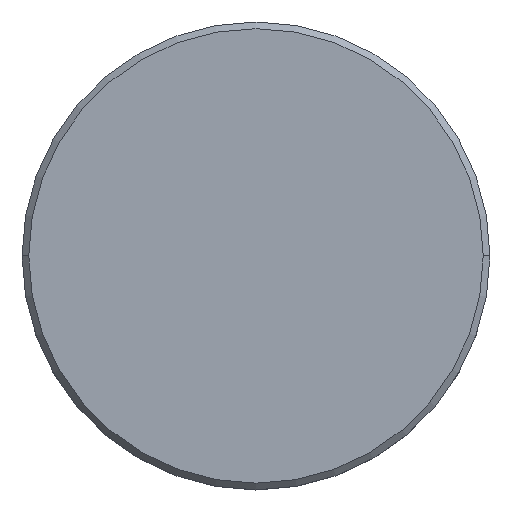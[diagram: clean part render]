
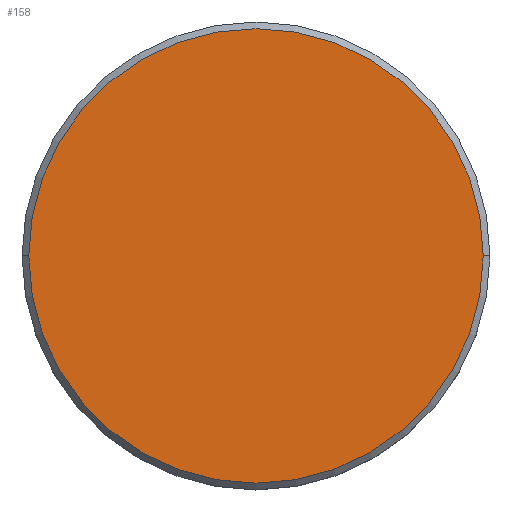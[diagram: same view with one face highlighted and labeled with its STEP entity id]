
A CAD part, top view. The second image highlights one B-rep face of the part: STEP entity #158.
In plain terms, the highlighted planar face has unit normal (0, 0, 1).
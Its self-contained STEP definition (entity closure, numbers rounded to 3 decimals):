
#15 = ORIENTED_EDGE ( 'NONE', *, *, #944, .T. ) ;
#118 = ORIENTED_EDGE ( 'NONE', *, *, #141, .T. ) ;
#137 = DIRECTION ( 'NONE',  ( 1., 0., 0. ) ) ;
#141 = EDGE_CURVE ( 'NONE', #490, #642, #347, .T. ) ;
#158 = ADVANCED_FACE ( 'NONE', ( #763 ), #1140, .T. ) ;
#251 = AXIS2_PLACEMENT_3D ( 'NONE', #820, #1009, #1181 ) ;
#307 = CARTESIAN_POINT ( 'NONE',  ( 0., 0., 0. ) ) ;
#347 = CIRCLE ( 'NONE', #1032, 17. ) ;
#391 = CARTESIAN_POINT ( 'NONE',  ( 0., 0., 0. ) ) ;
#403 = CARTESIAN_POINT ( 'NONE',  ( -17., 0., 0. ) ) ;
#490 = VERTEX_POINT ( 'NONE', #993 ) ;
#642 = VERTEX_POINT ( 'NONE', #403 ) ;
#694 = DIRECTION ( 'NONE',  ( 1., 0., 0. ) ) ;
#763 = FACE_OUTER_BOUND ( 'NONE', #1083, .T. ) ;
#820 = CARTESIAN_POINT ( 'NONE',  ( 0., 0., 0. ) ) ;
#942 = DIRECTION ( 'NONE',  ( 0., 0., 1. ) ) ;
#944 = EDGE_CURVE ( 'NONE', #642, #490, #1098, .T. ) ;
#993 = CARTESIAN_POINT ( 'NONE',  ( 17., 0., 0. ) ) ;
#1009 = DIRECTION ( 'NONE',  ( 0., 0., 1. ) ) ;
#1032 = AXIS2_PLACEMENT_3D ( 'NONE', #391, #942, #137 ) ;
#1083 = EDGE_LOOP ( 'NONE', ( #15, #118 ) ) ;
#1098 = CIRCLE ( 'NONE', #251, 17. ) ;
#1137 = AXIS2_PLACEMENT_3D ( 'NONE', #307, #1145, #694 ) ;
#1140 = PLANE ( 'NONE',  #1137 ) ;
#1145 = DIRECTION ( 'NONE',  ( 0., 0., 1. ) ) ;
#1181 = DIRECTION ( 'NONE',  ( 1., 0., 0. ) ) ;
